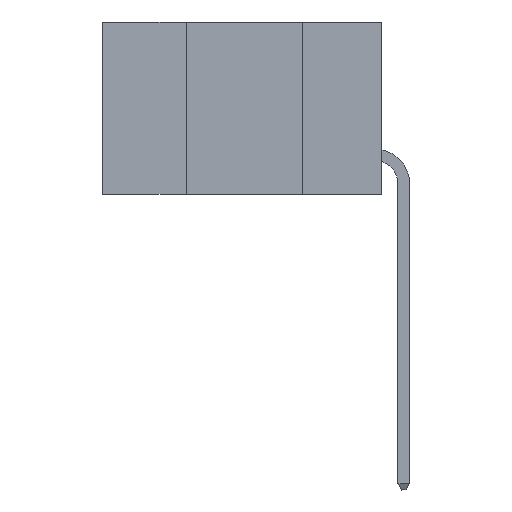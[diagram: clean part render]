
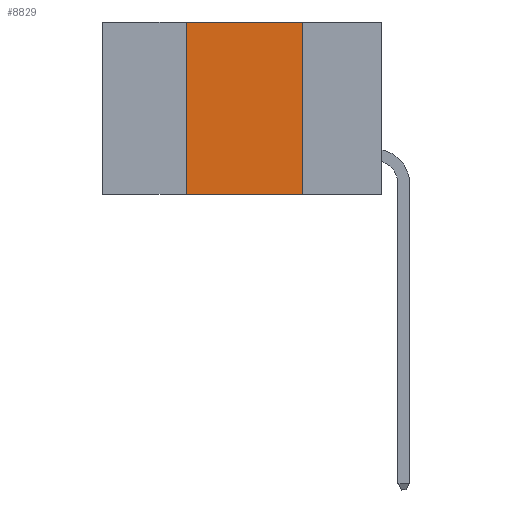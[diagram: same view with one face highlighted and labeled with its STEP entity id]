
A CAD part, left-side view. The second image highlights one B-rep face of the part: STEP entity #8829.
In plain terms, the highlighted planar face has unit normal (-1, 0, 0).
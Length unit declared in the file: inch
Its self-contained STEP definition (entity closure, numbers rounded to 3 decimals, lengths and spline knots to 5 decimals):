
#369 = VECTOR ( 'NONE', #9409, 39.37008 ) ;
#409 = CARTESIAN_POINT ( 'NONE',  ( 0., 0.17, -0.37 ) ) ;
#765 = VECTOR ( 'NONE', #14054, 39.37008 ) ;
#1040 = VERTEX_POINT ( 'NONE', #13626 ) ;
#1274 = CARTESIAN_POINT ( 'NONE',  ( 0., 0.17, 0. ) ) ;
#1406 = VERTEX_POINT ( 'NONE', #14346 ) ;
#1643 = DIRECTION ( 'NONE',  ( 1., 0., 0. ) ) ;
#1869 = LINE ( 'NONE', #5901, #765 ) ;
#2289 = EDGE_CURVE ( 'NONE', #1040, #12766, #11041, .T. ) ;
#3056 = ORIENTED_EDGE ( 'NONE', *, *, #7965, .F. ) ;
#3497 = LINE ( 'NONE', #1274, #369 ) ;
#3504 = EDGE_CURVE ( 'NONE', #1406, #10452, #1869, .T. ) ;
#4241 = CARTESIAN_POINT ( 'NONE',  ( 0., 0.6, -0.37 ) ) ;
#4295 = DIRECTION ( 'NONE',  ( 0., -1., 0. ) ) ;
#4865 = CARTESIAN_POINT ( 'NONE',  ( 0., 0.42, 0. ) ) ;
#5287 = CARTESIAN_POINT ( 'NONE',  ( 0., 0.17, 0. ) ) ;
#5901 = CARTESIAN_POINT ( 'NONE',  ( 0., 0.6, 0. ) ) ;
#5986 = DIRECTION ( 'NONE',  ( 0., 0., 1. ) ) ;
#7177 = FACE_OUTER_BOUND ( 'NONE', #14468, .T. ) ;
#7965 = EDGE_CURVE ( 'NONE', #1040, #1406, #8868, .T. ) ;
#8580 = DIRECTION ( 'NONE',  ( 0., 0., -1. ) ) ;
#8829 = ADVANCED_FACE ( 'NONE', ( #7177 ), #10851, .F. ) ;
#8868 = LINE ( 'NONE', #4865, #9570 ) ;
#8960 = EDGE_CURVE ( 'NONE', #10452, #12766, #3497, .T. ) ;
#9366 = ORIENTED_EDGE ( 'NONE', *, *, #8960, .F. ) ;
#9409 = DIRECTION ( 'NONE',  ( 0., 0., -1. ) ) ;
#9570 = VECTOR ( 'NONE', #5986, 39.37008 ) ;
#10452 = VERTEX_POINT ( 'NONE', #5287 ) ;
#10851 = PLANE ( 'NONE',  #14735 ) ;
#10957 = CARTESIAN_POINT ( 'NONE',  ( 0., 0.6, 0. ) ) ;
#11041 = LINE ( 'NONE', #4241, #13005 ) ;
#12035 = ORIENTED_EDGE ( 'NONE', *, *, #2289, .T. ) ;
#12766 = VERTEX_POINT ( 'NONE', #409 ) ;
#12931 = ORIENTED_EDGE ( 'NONE', *, *, #3504, .F. ) ;
#13005 = VECTOR ( 'NONE', #4295, 39.37008 ) ;
#13626 = CARTESIAN_POINT ( 'NONE',  ( 0., 0.42, -0.37 ) ) ;
#14054 = DIRECTION ( 'NONE',  ( 0., -1., 0. ) ) ;
#14346 = CARTESIAN_POINT ( 'NONE',  ( 0., 0.42, 0. ) ) ;
#14468 = EDGE_LOOP ( 'NONE', ( #9366, #12931, #3056, #12035 ) ) ;
#14735 = AXIS2_PLACEMENT_3D ( 'NONE', #10957, #1643, #8580 ) ;
